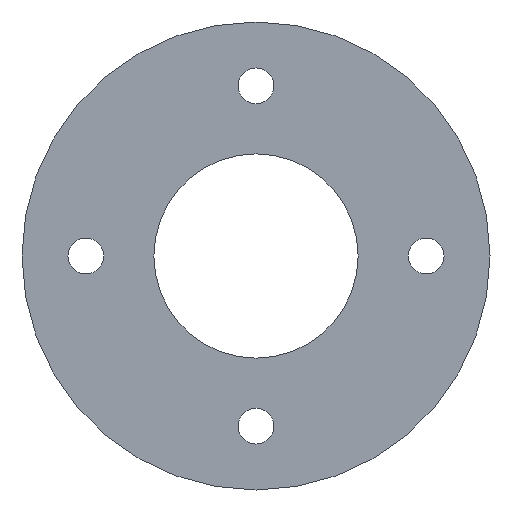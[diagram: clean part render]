
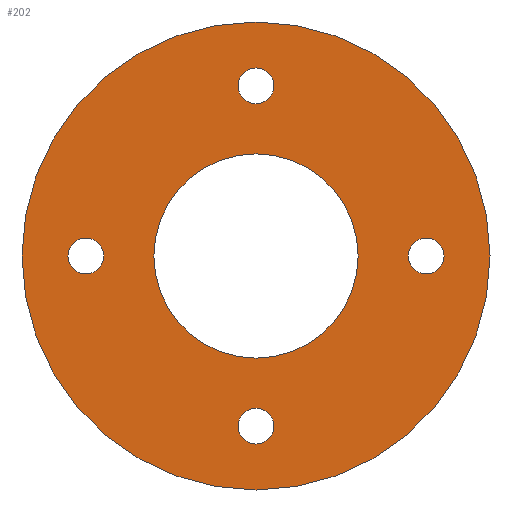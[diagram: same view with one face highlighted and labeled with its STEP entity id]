
A CAD part, front view. The second image highlights one B-rep face of the part: STEP entity #202.
In plain terms, the highlighted planar face has unit normal (0, -1, 0).
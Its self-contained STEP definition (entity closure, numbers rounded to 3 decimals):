
#1 = CARTESIAN_POINT ( 'NONE',  ( 0., 0., 12. ) ) ;
#3 = DIRECTION ( 'NONE',  ( 0., 1., 0. ) ) ;
#4 = VERTEX_POINT ( 'NONE', #310 ) ;
#5 = FACE_OUTER_BOUND ( 'NONE', #263, .T. ) ;
#6 = CIRCLE ( 'NONE', #387, 2.1 ) ;
#8 = DIRECTION ( 'NONE',  ( 0., 1., 0. ) ) ;
#9 = EDGE_LOOP ( 'NONE', ( #281, #478 ) ) ;
#20 = EDGE_CURVE ( 'NONE', #329, #188, #475, .T. ) ;
#26 = DIRECTION ( 'NONE',  ( 0., 0., 1. ) ) ;
#28 = DIRECTION ( 'NONE',  ( 0., 0., 1. ) ) ;
#31 = DIRECTION ( 'NONE',  ( 0., 0., 1. ) ) ;
#32 = VERTEX_POINT ( 'NONE', #1 ) ;
#47 = CARTESIAN_POINT ( 'NONE',  ( 20., 0., 0. ) ) ;
#50 = FACE_BOUND ( 'NONE', #441, .T. ) ;
#56 = CARTESIAN_POINT ( 'NONE',  ( -20., 0., -2.1 ) ) ;
#63 = EDGE_LOOP ( 'NONE', ( #491, #506 ) ) ;
#64 = CARTESIAN_POINT ( 'NONE',  ( 0., 0., 17.9 ) ) ;
#65 = AXIS2_PLACEMENT_3D ( 'NONE', #303, #180, #26 ) ;
#71 = ORIENTED_EDGE ( 'NONE', *, *, #230, .T. ) ;
#72 = CIRCLE ( 'NONE', #262, 2.1 ) ;
#79 = AXIS2_PLACEMENT_3D ( 'NONE', #47, #8, #173 ) ;
#84 = EDGE_CURVE ( 'NONE', #461, #32, #252, .T. ) ;
#88 = DIRECTION ( 'NONE',  ( 0., 0., 1. ) ) ;
#89 = CIRCLE ( 'NONE', #65, 27.5 ) ;
#93 = CARTESIAN_POINT ( 'NONE',  ( 0., 0., -17.9 ) ) ;
#99 = EDGE_LOOP ( 'NONE', ( #311, #71 ) ) ;
#102 = DIRECTION ( 'NONE',  ( 0., 1., 0. ) ) ;
#103 = AXIS2_PLACEMENT_3D ( 'NONE', #275, #393, #31 ) ;
#105 = CARTESIAN_POINT ( 'NONE',  ( 20., 0., -2.1 ) ) ;
#107 = EDGE_CURVE ( 'NONE', #300, #228, #354, .T. ) ;
#115 = DIRECTION ( 'NONE',  ( 0., 0., 1. ) ) ;
#117 = DIRECTION ( 'NONE',  ( 0., 0., 1. ) ) ;
#124 = ORIENTED_EDGE ( 'NONE', *, *, #20, .T. ) ;
#125 = CARTESIAN_POINT ( 'NONE',  ( 0., 0., -20. ) ) ;
#146 = CIRCLE ( 'NONE', #417, 2.1 ) ;
#148 = AXIS2_PLACEMENT_3D ( 'NONE', #508, #314, #117 ) ;
#151 = CARTESIAN_POINT ( 'NONE',  ( 0., 0., 20. ) ) ;
#168 = PLANE ( 'NONE',  #197 ) ;
#173 = DIRECTION ( 'NONE',  ( 0., 0., 1. ) ) ;
#174 = VERTEX_POINT ( 'NONE', #440 ) ;
#178 = CARTESIAN_POINT ( 'NONE',  ( 0., 0., 0. ) ) ;
#179 = VERTEX_POINT ( 'NONE', #287 ) ;
#180 = DIRECTION ( 'NONE',  ( 0., 1., 0. ) ) ;
#186 = EDGE_CURVE ( 'NONE', #188, #329, #146, .T. ) ;
#188 = VERTEX_POINT ( 'NONE', #93 ) ;
#193 = DIRECTION ( 'NONE',  ( 0., 1., 0. ) ) ;
#197 = AXIS2_PLACEMENT_3D ( 'NONE', #406, #409, #484 ) ;
#202 = ADVANCED_FACE ( 'NONE', ( #50, #334, #486, #242, #5, #206 ), #168, .F. ) ;
#206 = FACE_BOUND ( 'NONE', #99, .T. ) ;
#207 = ORIENTED_EDGE ( 'NONE', *, *, #186, .T. ) ;
#211 = AXIS2_PLACEMENT_3D ( 'NONE', #425, #460, #28 ) ;
#214 = EDGE_CURVE ( 'NONE', #179, #250, #482, .T. ) ;
#216 = ORIENTED_EDGE ( 'NONE', *, *, #503, .T. ) ;
#218 = AXIS2_PLACEMENT_3D ( 'NONE', #469, #3, #115 ) ;
#222 = CIRCLE ( 'NONE', #498, 12. ) ;
#227 = CARTESIAN_POINT ( 'NONE',  ( -20., 0., 0. ) ) ;
#228 = VERTEX_POINT ( 'NONE', #56 ) ;
#230 = EDGE_CURVE ( 'NONE', #32, #461, #222, .T. ) ;
#234 = DIRECTION ( 'NONE',  ( 0., 1., 0. ) ) ;
#241 = EDGE_CURVE ( 'NONE', #4, #174, #89, .T. ) ;
#242 = FACE_BOUND ( 'NONE', #9, .T. ) ;
#244 = ORIENTED_EDGE ( 'NONE', *, *, #241, .F. ) ;
#250 = VERTEX_POINT ( 'NONE', #105 ) ;
#252 = CIRCLE ( 'NONE', #274, 12. ) ;
#262 = AXIS2_PLACEMENT_3D ( 'NONE', #227, #309, #432 ) ;
#263 = EDGE_LOOP ( 'NONE', ( #431, #244 ) ) ;
#273 = CARTESIAN_POINT ( 'NONE',  ( 0., 0., 22.1 ) ) ;
#274 = AXIS2_PLACEMENT_3D ( 'NONE', #433, #234, #317 ) ;
#275 = CARTESIAN_POINT ( 'NONE',  ( -20., 0., 0. ) ) ;
#281 = ORIENTED_EDGE ( 'NONE', *, *, #107, .T. ) ;
#287 = CARTESIAN_POINT ( 'NONE',  ( 20., 0., 2.1 ) ) ;
#294 = VERTEX_POINT ( 'NONE', #64 ) ;
#300 = VERTEX_POINT ( 'NONE', #413 ) ;
#303 = CARTESIAN_POINT ( 'NONE',  ( 0., 0., 0. ) ) ;
#309 = DIRECTION ( 'NONE',  ( 0., 1., 0. ) ) ;
#310 = CARTESIAN_POINT ( 'NONE',  ( 0., 0., 27.5 ) ) ;
#311 = ORIENTED_EDGE ( 'NONE', *, *, #84, .T. ) ;
#312 = AXIS2_PLACEMENT_3D ( 'NONE', #454, #102, #419 ) ;
#314 = DIRECTION ( 'NONE',  ( 0., 1., 0. ) ) ;
#317 = DIRECTION ( 'NONE',  ( 0., 0., 1. ) ) ;
#329 = VERTEX_POINT ( 'NONE', #452 ) ;
#332 = DIRECTION ( 'NONE',  ( 0., 1., 0. ) ) ;
#334 = FACE_BOUND ( 'NONE', #448, .T. ) ;
#345 = EDGE_CURVE ( 'NONE', #174, #4, #444, .T. ) ;
#346 = CIRCLE ( 'NONE', #148, 2.1 ) ;
#351 = DIRECTION ( 'NONE',  ( 0., 0., 1. ) ) ;
#354 = CIRCLE ( 'NONE', #103, 2.1 ) ;
#381 = DIRECTION ( 'NONE',  ( 0., 0., 1. ) ) ;
#387 = AXIS2_PLACEMENT_3D ( 'NONE', #151, #193, #351 ) ;
#390 = EDGE_CURVE ( 'NONE', #228, #300, #72, .T. ) ;
#393 = DIRECTION ( 'NONE',  ( 0., 1., 0. ) ) ;
#404 = CIRCLE ( 'NONE', #211, 2.1 ) ;
#406 = CARTESIAN_POINT ( 'NONE',  ( 0., 0., 0. ) ) ;
#409 = DIRECTION ( 'NONE',  ( 0., 1., 0. ) ) ;
#413 = CARTESIAN_POINT ( 'NONE',  ( -20., 0., 2.1 ) ) ;
#417 = AXIS2_PLACEMENT_3D ( 'NONE', #125, #332, #88 ) ;
#419 = DIRECTION ( 'NONE',  ( 0., 0., 1. ) ) ;
#422 = DIRECTION ( 'NONE',  ( 0., 1., 0. ) ) ;
#425 = CARTESIAN_POINT ( 'NONE',  ( 0., 0., 20. ) ) ;
#431 = ORIENTED_EDGE ( 'NONE', *, *, #345, .F. ) ;
#432 = DIRECTION ( 'NONE',  ( 0., 0., 1. ) ) ;
#433 = CARTESIAN_POINT ( 'NONE',  ( 0., 0., 0. ) ) ;
#438 = EDGE_CURVE ( 'NONE', #485, #294, #404, .T. ) ;
#440 = CARTESIAN_POINT ( 'NONE',  ( 0., 0., -27.5 ) ) ;
#441 = EDGE_LOOP ( 'NONE', ( #207, #124 ) ) ;
#444 = CIRCLE ( 'NONE', #312, 27.5 ) ;
#448 = EDGE_LOOP ( 'NONE', ( #500, #216 ) ) ;
#452 = CARTESIAN_POINT ( 'NONE',  ( 0., 0., -22.1 ) ) ;
#454 = CARTESIAN_POINT ( 'NONE',  ( 0., 0., 0. ) ) ;
#460 = DIRECTION ( 'NONE',  ( 0., 1., 0. ) ) ;
#461 = VERTEX_POINT ( 'NONE', #504 ) ;
#469 = CARTESIAN_POINT ( 'NONE',  ( 0., 0., -20. ) ) ;
#475 = CIRCLE ( 'NONE', #218, 2.1 ) ;
#478 = ORIENTED_EDGE ( 'NONE', *, *, #390, .T. ) ;
#482 = CIRCLE ( 'NONE', #79, 2.1 ) ;
#484 = DIRECTION ( 'NONE',  ( 0., 0., 1. ) ) ;
#485 = VERTEX_POINT ( 'NONE', #273 ) ;
#486 = FACE_BOUND ( 'NONE', #63, .T. ) ;
#491 = ORIENTED_EDGE ( 'NONE', *, *, #214, .T. ) ;
#498 = AXIS2_PLACEMENT_3D ( 'NONE', #178, #422, #381 ) ;
#500 = ORIENTED_EDGE ( 'NONE', *, *, #438, .T. ) ;
#503 = EDGE_CURVE ( 'NONE', #294, #485, #6, .T. ) ;
#504 = CARTESIAN_POINT ( 'NONE',  ( 0., 0., -12. ) ) ;
#506 = ORIENTED_EDGE ( 'NONE', *, *, #510, .T. ) ;
#508 = CARTESIAN_POINT ( 'NONE',  ( 20., 0., 0. ) ) ;
#510 = EDGE_CURVE ( 'NONE', #250, #179, #346, .T. ) ;
